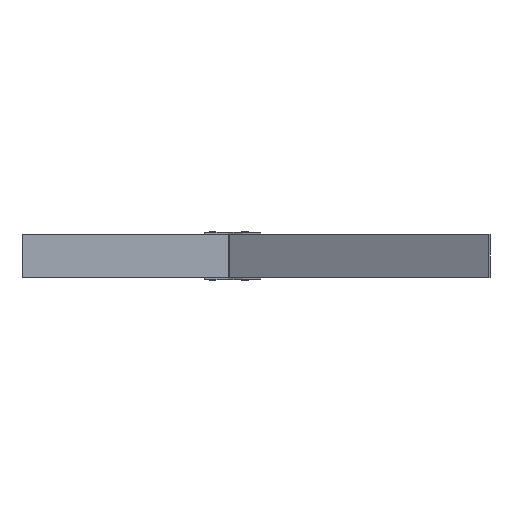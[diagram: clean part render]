
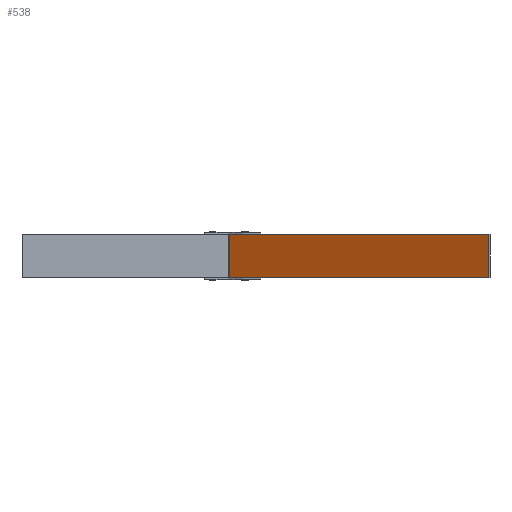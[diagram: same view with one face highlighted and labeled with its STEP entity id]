
A CAD part, left-side view. The second image highlights one B-rep face of the part: STEP entity #538.
In plain terms, the highlighted planar face has unit normal (-0.856, 0.517, 0).
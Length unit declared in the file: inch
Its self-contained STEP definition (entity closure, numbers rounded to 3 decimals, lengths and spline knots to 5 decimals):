
#101 = DIRECTION ( 'NONE',  ( -0.856, 0.517, 0. ) ) ;
#276 = CARTESIAN_POINT ( 'NONE',  ( -8.71095, 0.06464, 1. ) ) ;
#453 = DIRECTION ( 'NONE',  ( 0., 0., -1. ) ) ;
#471 = ORIENTED_EDGE ( 'NONE', *, *, #4913, .F. ) ;
#492 = FACE_OUTER_BOUND ( 'NONE', #4616, .T. ) ;
#538 = ADVANCED_FACE ( 'NONE', ( #492 ), #2115, .T. ) ;
#1116 = EDGE_CURVE ( 'NONE', #3452, #1803, #5064, .T. ) ;
#1342 = DIRECTION ( 'NONE',  ( 0., 0., 1. ) ) ;
#1403 = CARTESIAN_POINT ( 'NONE',  ( -6.41017, 3.87281, 1. ) ) ;
#1581 = LINE ( 'NONE', #3209, #3681 ) ;
#1713 = ORIENTED_EDGE ( 'NONE', *, *, #3631, .T. ) ;
#1723 = DIRECTION ( 'NONE',  ( -0.517, -0.856, 0. ) ) ;
#1803 = VERTEX_POINT ( 'NONE', #2073 ) ;
#2073 = CARTESIAN_POINT ( 'NONE',  ( -1.51801, 11.97019, 1. ) ) ;
#2115 = PLANE ( 'NONE',  #3479 ) ;
#2322 = ORIENTED_EDGE ( 'NONE', *, *, #1116, .T. ) ;
#2366 = CARTESIAN_POINT ( 'NONE',  ( -8.71095, 0.06464, -1. ) ) ;
#2472 = LINE ( 'NONE', #4127, #3004 ) ;
#2796 = CARTESIAN_POINT ( 'NONE',  ( -1.51801, 11.97019, -1. ) ) ;
#3004 = VECTOR ( 'NONE', #453, 39.37008 ) ;
#3008 = VECTOR ( 'NONE', #1342, 39.37008 ) ;
#3032 = DIRECTION ( 'NONE',  ( 0.517, 0.856, 0. ) ) ;
#3209 = CARTESIAN_POINT ( 'NONE',  ( -6.41017, 3.87281, -1. ) ) ;
#3312 = VECTOR ( 'NONE', #3032, 39.37008 ) ;
#3393 = LINE ( 'NONE', #5006, #3008 ) ;
#3452 = VERTEX_POINT ( 'NONE', #276 ) ;
#3479 = AXIS2_PLACEMENT_3D ( 'NONE', #3760, #101, #1723 ) ;
#3631 = EDGE_CURVE ( 'NONE', #1803, #4920, #2472, .T. ) ;
#3681 = VECTOR ( 'NONE', #4834, 39.37008 ) ;
#3749 = EDGE_CURVE ( 'NONE', #3828, #3452, #3393, .T. ) ;
#3760 = CARTESIAN_POINT ( 'NONE',  ( -6.41017, 3.87281, 1. ) ) ;
#3828 = VERTEX_POINT ( 'NONE', #2366 ) ;
#4127 = CARTESIAN_POINT ( 'NONE',  ( -1.51801, 11.97019, -1. ) ) ;
#4616 = EDGE_LOOP ( 'NONE', ( #4747, #2322, #1713, #471 ) ) ;
#4747 = ORIENTED_EDGE ( 'NONE', *, *, #3749, .T. ) ;
#4834 = DIRECTION ( 'NONE',  ( 0.517, 0.856, 0. ) ) ;
#4913 = EDGE_CURVE ( 'NONE', #3828, #4920, #1581, .T. ) ;
#4920 = VERTEX_POINT ( 'NONE', #2796 ) ;
#5006 = CARTESIAN_POINT ( 'NONE',  ( -8.71095, 0.06464, -1. ) ) ;
#5064 = LINE ( 'NONE', #1403, #3312 ) ;
